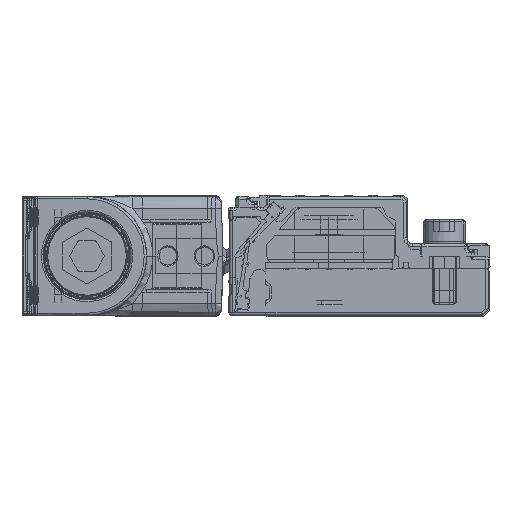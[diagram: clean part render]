
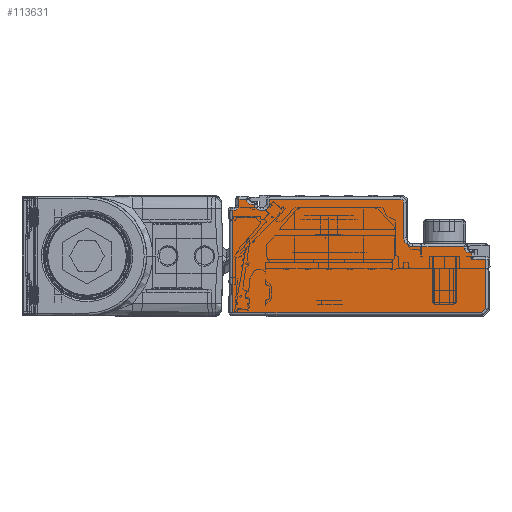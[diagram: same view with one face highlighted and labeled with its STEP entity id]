
A CAD part, left-side view. The second image highlights one B-rep face of the part: STEP entity #113631.
In plain terms, the highlighted planar face has unit normal (-1, 0, 0).
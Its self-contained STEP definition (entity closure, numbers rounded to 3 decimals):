
#113438=AXIS2_PLACEMENT_3D('Circle Axis2P3D',#113436,#113437,$) ;
#113451=AXIS2_PLACEMENT_3D('Plane Axis2P3D',#113448,#113449,#113450) ;
#113471=AXIS2_PLACEMENT_3D('Circle Axis2P3D',#113469,#113470,$) ;
#113490=AXIS2_PLACEMENT_3D('Circle Axis2P3D',#113488,#113489,$) ;
#113511=AXIS2_PLACEMENT_3D('Circle Axis2P3D',#113509,#113510,$) ;
#113525=AXIS2_PLACEMENT_3D('Circle Axis2P3D',#113523,#113524,$) ;
#113539=AXIS2_PLACEMENT_3D('Circle Axis2P3D',#113537,#113538,$) ;
#113560=AXIS2_PLACEMENT_3D('Circle Axis2P3D',#113558,#113559,$) ;
#113232=CARTESIAN_POINT('Vertex',(-2378.,4.2,3.5)) ;
#113246=CARTESIAN_POINT('Vertex',(-2378.,12.7,3.5)) ;
#113249=CARTESIAN_POINT('Line Origine',(-2378.,21.5,3.5)) ;
#113433=CARTESIAN_POINT('Vertex',(-2378.,14.2,5.)) ;
#113436=CARTESIAN_POINT('Axis2P3D Location',(-2378.,12.7,5.)) ;
#113448=CARTESIAN_POINT('Axis2P3D Location',(-2378.,0.2,-7.8)) ;
#113453=CARTESIAN_POINT('Line Origine',(-2378.,3.,2.)) ;
#113457=CARTESIAN_POINT('Vertex',(-2378.,3.,1.5)) ;
#113459=CARTESIAN_POINT('Vertex',(-2378.,3.,2.5)) ;
#113462=CARTESIAN_POINT('Line Origine',(-2378.,3.2,2.5)) ;
#113466=CARTESIAN_POINT('Vertex',(-2378.,3.4,2.5)) ;
#113469=CARTESIAN_POINT('Axis2P3D Location',(-2378.,3.4,3.3)) ;
#113473=CARTESIAN_POINT('Vertex',(-2378.,4.2,3.3)) ;
#113476=CARTESIAN_POINT('Line Origine',(-2378.,4.2,3.4)) ;
#113481=CARTESIAN_POINT('Line Origine',(-2378.,14.2,7.9)) ;
#113485=CARTESIAN_POINT('Vertex',(-2378.,14.2,10.8)) ;
#113488=CARTESIAN_POINT('Axis2P3D Location',(-2378.,14.7,10.8)) ;
#113492=CARTESIAN_POINT('Vertex',(-2378.,14.7,11.3)) ;
#113495=CARTESIAN_POINT('Line Origine',(-2378.,25.5,11.3)) ;
#113499=CARTESIAN_POINT('Vertex',(-2378.,36.3,11.3)) ;
#113502=CARTESIAN_POINT('Line Origine',(-2378.,36.3,10.9)) ;
#113506=CARTESIAN_POINT('Vertex',(-2378.,36.3,10.5)) ;
#113509=CARTESIAN_POINT('Axis2P3D Location',(-2378.,37.3,10.5)) ;
#113513=CARTESIAN_POINT('Vertex',(-2378.,37.3,9.5)) ;
#113516=CARTESIAN_POINT('Line Origine',(-2378.,37.55,9.5)) ;
#113520=CARTESIAN_POINT('Vertex',(-2378.,37.8,9.5)) ;
#113523=CARTESIAN_POINT('Axis2P3D Location',(-2378.,37.8,10.5)) ;
#113527=CARTESIAN_POINT('Vertex',(-2378.,38.8,10.5)) ;
#113530=CARTESIAN_POINT('Line Origine',(-2378.,39.05,10.5)) ;
#113534=CARTESIAN_POINT('Vertex',(-2378.,39.3,10.5)) ;
#113537=CARTESIAN_POINT('Axis2P3D Location',(-2378.,39.3,11.3)) ;
#113541=CARTESIAN_POINT('Vertex',(-2378.,40.1,11.3)) ;
#113544=CARTESIAN_POINT('Line Origine',(-2378.,40.7,11.3)) ;
#113548=CARTESIAN_POINT('Vertex',(-2378.,41.3,11.3)) ;
#113551=CARTESIAN_POINT('Line Origine',(-2378.,41.3,10.8)) ;
#113555=CARTESIAN_POINT('Vertex',(-2378.,41.3,10.3)) ;
#113558=CARTESIAN_POINT('Axis2P3D Location',(-2378.,42.1,10.3)) ;
#113562=CARTESIAN_POINT('Vertex',(-2378.,42.1,9.5)) ;
#113565=CARTESIAN_POINT('Line Origine',(-2378.,42.2,9.5)) ;
#113569=CARTESIAN_POINT('Vertex',(-2378.,42.3,9.5)) ;
#113572=CARTESIAN_POINT('Line Origine',(-2378.,42.3,1.1)) ;
#113576=CARTESIAN_POINT('Vertex',(-2378.,42.3,-7.3)) ;
#113579=CARTESIAN_POINT('Line Origine',(-2378.,21.854,-7.3)) ;
#113583=CARTESIAN_POINT('Vertex',(-2378.,1.407,-7.3)) ;
#113586=CARTESIAN_POINT('Line Origine',(-2378.,1.054,-6.946)) ;
#113590=CARTESIAN_POINT('Vertex',(-2378.,0.7,-6.593)) ;
#113593=CARTESIAN_POINT('Line Origine',(-2378.,0.7,-2.546)) ;
#113597=CARTESIAN_POINT('Vertex',(-2378.,0.7,1.5)) ;
#113600=CARTESIAN_POINT('Line Origine',(-2378.,1.85,1.5)) ;
#113250=DIRECTION('Vector Direction',(0.,-1.,0.)) ;
#113437=DIRECTION('Axis2P3D Direction',(1.,0.,0.)) ;
#113449=DIRECTION('Axis2P3D Direction',(-1.,0.,0.)) ;
#113450=DIRECTION('Axis2P3D XDirection',(0.,0.,1.)) ;
#113454=DIRECTION('Vector Direction',(0.,0.,1.)) ;
#113463=DIRECTION('Vector Direction',(0.,1.,0.)) ;
#113470=DIRECTION('Axis2P3D Direction',(-1.,0.,0.)) ;
#113477=DIRECTION('Vector Direction',(0.,0.,-1.)) ;
#113482=DIRECTION('Vector Direction',(0.,0.,1.)) ;
#113489=DIRECTION('Axis2P3D Direction',(-1.,0.,0.)) ;
#113496=DIRECTION('Vector Direction',(0.,1.,0.)) ;
#113503=DIRECTION('Vector Direction',(0.,0.,-1.)) ;
#113510=DIRECTION('Axis2P3D Direction',(-1.,0.,0.)) ;
#113517=DIRECTION('Vector Direction',(0.,1.,0.)) ;
#113524=DIRECTION('Axis2P3D Direction',(-1.,0.,0.)) ;
#113531=DIRECTION('Vector Direction',(0.,-1.,0.)) ;
#113538=DIRECTION('Axis2P3D Direction',(-1.,0.,0.)) ;
#113545=DIRECTION('Vector Direction',(0.,1.,0.)) ;
#113552=DIRECTION('Vector Direction',(0.,0.,-1.)) ;
#113559=DIRECTION('Axis2P3D Direction',(-1.,0.,0.)) ;
#113566=DIRECTION('Vector Direction',(0.,1.,0.)) ;
#113573=DIRECTION('Vector Direction',(0.,0.,-1.)) ;
#113580=DIRECTION('Vector Direction',(0.,-1.,0.)) ;
#113587=DIRECTION('Vector Direction',(0.,-0.707,0.707)) ;
#113594=DIRECTION('Vector Direction',(0.,0.,1.)) ;
#113601=DIRECTION('Vector Direction',(0.,1.,0.)) ;
#113251=VECTOR('Line Direction',#113250,1.) ;
#113455=VECTOR('Line Direction',#113454,1.) ;
#113464=VECTOR('Line Direction',#113463,1.) ;
#113478=VECTOR('Line Direction',#113477,1.) ;
#113483=VECTOR('Line Direction',#113482,1.) ;
#113497=VECTOR('Line Direction',#113496,1.) ;
#113504=VECTOR('Line Direction',#113503,1.) ;
#113518=VECTOR('Line Direction',#113517,1.) ;
#113532=VECTOR('Line Direction',#113531,1.) ;
#113546=VECTOR('Line Direction',#113545,1.) ;
#113553=VECTOR('Line Direction',#113552,1.) ;
#113567=VECTOR('Line Direction',#113566,1.) ;
#113574=VECTOR('Line Direction',#113573,1.) ;
#113581=VECTOR('Line Direction',#113580,1.) ;
#113588=VECTOR('Line Direction',#113587,1.) ;
#113595=VECTOR('Line Direction',#113594,1.) ;
#113602=VECTOR('Line Direction',#113601,1.) ;
#113606=ORIENTED_EDGE('',*,*,#113461,.T.) ;
#113607=ORIENTED_EDGE('',*,*,#113468,.T.) ;
#113608=ORIENTED_EDGE('',*,*,#113475,.T.) ;
#113609=ORIENTED_EDGE('',*,*,#113480,.T.) ;
#113610=ORIENTED_EDGE('',*,*,#113253,.T.) ;
#113611=ORIENTED_EDGE('',*,*,#113440,.T.) ;
#113612=ORIENTED_EDGE('',*,*,#113487,.T.) ;
#113613=ORIENTED_EDGE('',*,*,#113494,.T.) ;
#113614=ORIENTED_EDGE('',*,*,#113501,.T.) ;
#113615=ORIENTED_EDGE('',*,*,#113508,.T.) ;
#113616=ORIENTED_EDGE('',*,*,#113515,.T.) ;
#113617=ORIENTED_EDGE('',*,*,#113522,.T.) ;
#113618=ORIENTED_EDGE('',*,*,#113529,.T.) ;
#113619=ORIENTED_EDGE('',*,*,#113536,.T.) ;
#113620=ORIENTED_EDGE('',*,*,#113543,.T.) ;
#113621=ORIENTED_EDGE('',*,*,#113550,.T.) ;
#113622=ORIENTED_EDGE('',*,*,#113557,.T.) ;
#113623=ORIENTED_EDGE('',*,*,#113564,.T.) ;
#113624=ORIENTED_EDGE('',*,*,#113571,.T.) ;
#113625=ORIENTED_EDGE('',*,*,#113578,.T.) ;
#113626=ORIENTED_EDGE('',*,*,#113585,.T.) ;
#113627=ORIENTED_EDGE('',*,*,#113592,.T.) ;
#113628=ORIENTED_EDGE('',*,*,#113599,.T.) ;
#113629=ORIENTED_EDGE('',*,*,#113604,.T.) ;
#113631=ADVANCED_FACE('Brep With Voids',(#113630),#113452,.T.) ;
#113439=CIRCLE('generated circle',#113438,1.5) ;
#113472=CIRCLE('generated circle',#113471,0.8) ;
#113491=CIRCLE('generated circle',#113490,0.5) ;
#113512=CIRCLE('generated circle',#113511,1.) ;
#113526=CIRCLE('generated circle',#113525,1.) ;
#113540=CIRCLE('generated circle',#113539,0.8) ;
#113561=CIRCLE('generated circle',#113560,0.8) ;
#113253=EDGE_CURVE('',#113233,#113247,#113252,.F.) ;
#113440=EDGE_CURVE('',#113247,#113434,#113439,.T.) ;
#113461=EDGE_CURVE('',#113458,#113460,#113456,.T.) ;
#113468=EDGE_CURVE('',#113460,#113467,#113465,.T.) ;
#113475=EDGE_CURVE('',#113467,#113474,#113472,.F.) ;
#113480=EDGE_CURVE('',#113474,#113233,#113479,.F.) ;
#113487=EDGE_CURVE('',#113434,#113486,#113484,.T.) ;
#113494=EDGE_CURVE('',#113486,#113493,#113491,.T.) ;
#113501=EDGE_CURVE('',#113493,#113500,#113498,.T.) ;
#113508=EDGE_CURVE('',#113500,#113507,#113505,.T.) ;
#113515=EDGE_CURVE('',#113507,#113514,#113512,.F.) ;
#113522=EDGE_CURVE('',#113514,#113521,#113519,.T.) ;
#113529=EDGE_CURVE('',#113521,#113528,#113526,.F.) ;
#113536=EDGE_CURVE('',#113528,#113535,#113533,.F.) ;
#113543=EDGE_CURVE('',#113535,#113542,#113540,.F.) ;
#113550=EDGE_CURVE('',#113542,#113549,#113547,.T.) ;
#113557=EDGE_CURVE('',#113549,#113556,#113554,.T.) ;
#113564=EDGE_CURVE('',#113556,#113563,#113561,.F.) ;
#113571=EDGE_CURVE('',#113563,#113570,#113568,.T.) ;
#113578=EDGE_CURVE('',#113570,#113577,#113575,.T.) ;
#113585=EDGE_CURVE('',#113577,#113584,#113582,.T.) ;
#113592=EDGE_CURVE('',#113584,#113591,#113589,.T.) ;
#113599=EDGE_CURVE('',#113591,#113598,#113596,.T.) ;
#113604=EDGE_CURVE('',#113598,#113458,#113603,.T.) ;
#113605=EDGE_LOOP('',(#113606,#113607,#113608,#113609,#113610,#113611,#113612,#113613,#113614,#113615,#113616,#113617,#113618,#113619,#113620,#113621,#113622,#113623,#113624,#113625,#113626,#113627,#113628,#113629)) ;
#113630=FACE_OUTER_BOUND('',#113605,.T.) ;
#113252=LINE('Line',#113249,#113251) ;
#113456=LINE('Line',#113453,#113455) ;
#113465=LINE('Line',#113462,#113464) ;
#113479=LINE('Line',#113476,#113478) ;
#113484=LINE('Line',#113481,#113483) ;
#113498=LINE('Line',#113495,#113497) ;
#113505=LINE('Line',#113502,#113504) ;
#113519=LINE('Line',#113516,#113518) ;
#113533=LINE('Line',#113530,#113532) ;
#113547=LINE('Line',#113544,#113546) ;
#113554=LINE('Line',#113551,#113553) ;
#113568=LINE('Line',#113565,#113567) ;
#113575=LINE('Line',#113572,#113574) ;
#113582=LINE('Line',#113579,#113581) ;
#113589=LINE('Line',#113586,#113588) ;
#113596=LINE('Line',#113593,#113595) ;
#113603=LINE('Line',#113600,#113602) ;
#113452=PLANE('',#113451) ;
#113233=VERTEX_POINT('',#113232) ;
#113247=VERTEX_POINT('',#113246) ;
#113434=VERTEX_POINT('',#113433) ;
#113458=VERTEX_POINT('',#113457) ;
#113460=VERTEX_POINT('',#113459) ;
#113467=VERTEX_POINT('',#113466) ;
#113474=VERTEX_POINT('',#113473) ;
#113486=VERTEX_POINT('',#113485) ;
#113493=VERTEX_POINT('',#113492) ;
#113500=VERTEX_POINT('',#113499) ;
#113507=VERTEX_POINT('',#113506) ;
#113514=VERTEX_POINT('',#113513) ;
#113521=VERTEX_POINT('',#113520) ;
#113528=VERTEX_POINT('',#113527) ;
#113535=VERTEX_POINT('',#113534) ;
#113542=VERTEX_POINT('',#113541) ;
#113549=VERTEX_POINT('',#113548) ;
#113556=VERTEX_POINT('',#113555) ;
#113563=VERTEX_POINT('',#113562) ;
#113570=VERTEX_POINT('',#113569) ;
#113577=VERTEX_POINT('',#113576) ;
#113584=VERTEX_POINT('',#113583) ;
#113591=VERTEX_POINT('',#113590) ;
#113598=VERTEX_POINT('',#113597) ;
